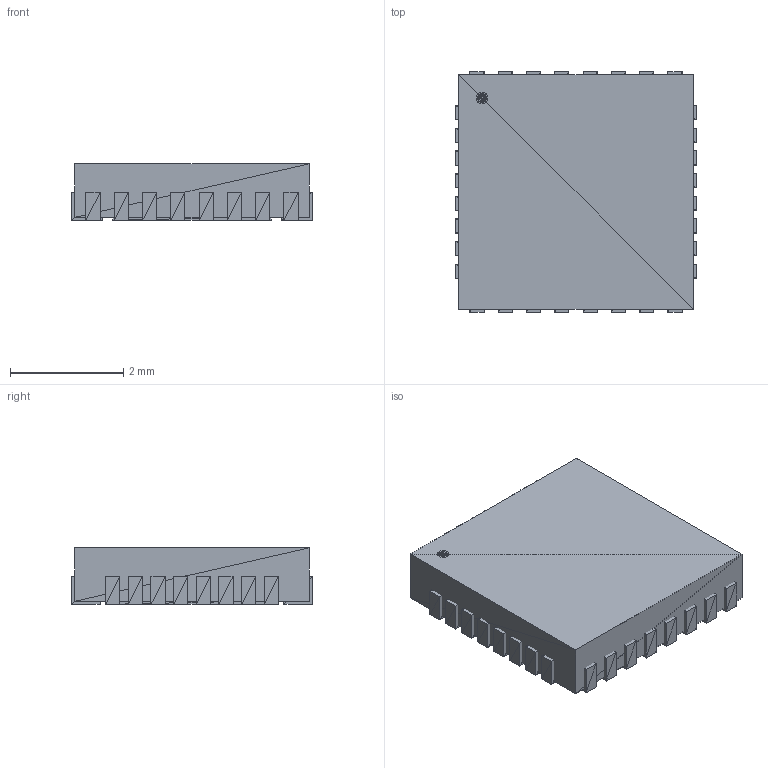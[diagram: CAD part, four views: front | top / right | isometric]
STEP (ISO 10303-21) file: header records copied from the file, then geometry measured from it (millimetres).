
FILE_DESCRIPTION(('STEP AP214'),'1');
FILE_NAME('RSN32_2P8X2P8','2016-07-12T13:54:22',(''),(''),'','','');
FILE_SCHEMA(('AUTOMOTIVE_DESIGN'));
Length unit declared in the file: millimetre
Products named in the file (1): product
Bounding box: 4.25 x 4.25 x 1 mm (x, y, z)
Surface area: 92 mm2 (no closed solid volume)
Topology: 0 solids, 438 shells, 438 faces, 1314 edges, 1314 vertices
Faces by surface type: plane 438
Entity records: 14513 total; most frequent: CARTESIAN_POINT 3067, DIRECTION 2192, ORIENTED_EDGE 1314, EDGE_CURVE 1314, VERTEX_POINT 1314, LINE 1314, VECTOR 1314, AXIS2_PLACEMENT_3D 439
